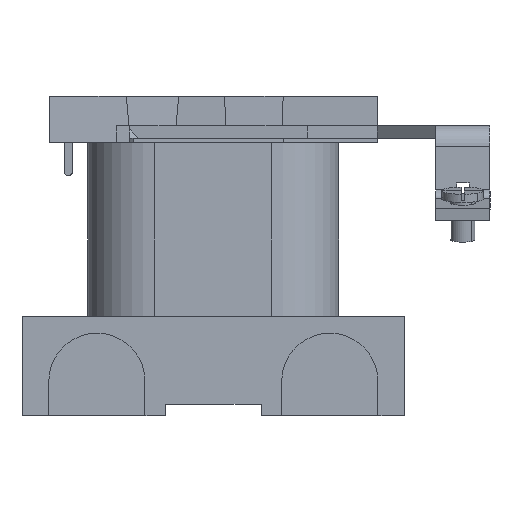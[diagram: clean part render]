
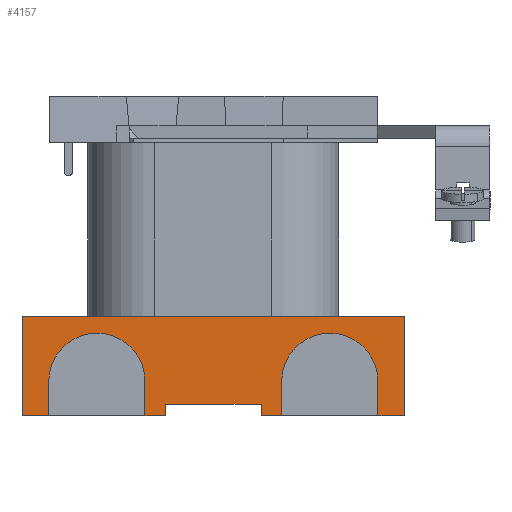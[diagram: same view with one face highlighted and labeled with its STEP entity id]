
A CAD part, front view. The second image highlights one B-rep face of the part: STEP entity #4157.
In plain terms, the highlighted planar face has unit normal (0, -1, 0).
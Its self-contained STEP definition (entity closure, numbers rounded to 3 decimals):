
#16 = VERTEX_POINT ( 'NONE', #819 ) ;
#55 = EDGE_CURVE ( 'NONE', #6037, #6256, #5232, .T. ) ;
#403 = DIRECTION ( 'NONE',  ( 0., 0., -1. ) ) ;
#442 = CARTESIAN_POINT ( 'NONE',  ( 21.065, -16.143, -22.694 ) ) ;
#463 = DIRECTION ( 'NONE',  ( -1., 0., 0. ) ) ;
#523 = CARTESIAN_POINT ( 'NONE',  ( -24.685, -16.143, -22.694 ) ) ;
#581 = CARTESIAN_POINT ( 'NONE',  ( -24.685, -16.143, -22.694 ) ) ;
#761 = LINE ( 'NONE', #15214, #7121 ) ;
#819 = CARTESIAN_POINT ( 'NONE',  ( -21.485, -16.143, -18.594 ) ) ;
#951 = ORIENTED_EDGE ( 'NONE', *, *, #11005, .T. ) ;
#1151 = EDGE_CURVE ( 'NONE', #7668, #1532, #14179, .T. ) ;
#1369 = ORIENTED_EDGE ( 'NONE', *, *, #4364, .F. ) ;
#1438 = EDGE_CURVE ( 'NONE', #9998, #16, #5747, .T. ) ;
#1467 = EDGE_CURVE ( 'NONE', #15968, #6256, #14373, .T. ) ;
#1497 = DIRECTION ( 'NONE',  ( 0., 0., 1. ) ) ;
#1532 = VERTEX_POINT ( 'NONE', #15561 ) ;
#1562 = DIRECTION ( 'NONE',  ( 0., 0., 1. ) ) ;
#1585 = EDGE_CURVE ( 'NONE', #4823, #8648, #8671, .T. ) ;
#1743 = CARTESIAN_POINT ( 'NONE',  ( 17.865, -16.143, -18.594 ) ) ;
#1852 = DIRECTION ( 'NONE',  ( 0., 0., -1. ) ) ;
#1890 = EDGE_LOOP ( 'NONE', ( #14819, #6564, #12963, #13890, #951, #4672, #12892, #1369, #13542, #5564, #8181, #14929, #15066, #11115, #2289, #6904 ) ) ;
#1906 = DIRECTION ( 'NONE',  ( -1., 0., 0. ) ) ;
#1960 = VECTOR ( 'NONE', #14157, 1000. ) ;
#2088 = VECTOR ( 'NONE', #1906, 1000. ) ;
#2106 = CARTESIAN_POINT ( 'NONE',  ( -7.535, -16.143, -22.694 ) ) ;
#2289 = ORIENTED_EDGE ( 'NONE', *, *, #1467, .T. ) ;
#2408 = DIRECTION ( 'NONE',  ( -1., 0., 0. ) ) ;
#2505 = EDGE_CURVE ( 'NONE', #8648, #6141, #8988, .T. ) ;
#2568 = DIRECTION ( 'NONE',  ( 0., 0., -1. ) ) ;
#2576 = DIRECTION ( 'NONE',  ( 0., 1., 0. ) ) ;
#2632 = CARTESIAN_POINT ( 'NONE',  ( -24.685, -16.143, -22.694 ) ) ;
#2663 = CARTESIAN_POINT ( 'NONE',  ( 6.365, -16.143, -22.694 ) ) ;
#3651 = CARTESIAN_POINT ( 'NONE',  ( -15.735, -16.143, -18.594 ) ) ;
#3833 = LINE ( 'NONE', #5247, #5049 ) ;
#4069 = CARTESIAN_POINT ( 'NONE',  ( -9.985, -16.143, -22.694 ) ) ;
#4148 = CARTESIAN_POINT ( 'NONE',  ( -21.485, -16.143, -22.694 ) ) ;
#4157 = ADVANCED_FACE ( 'NONE', ( #9823 ), #8869, .F. ) ;
#4326 = VERTEX_POINT ( 'NONE', #9448 ) ;
#4364 = EDGE_CURVE ( 'NONE', #4823, #9282, #10984, .T. ) ;
#4637 = DIRECTION ( 'NONE',  ( 0., 1., 0. ) ) ;
#4672 = ORIENTED_EDGE ( 'NONE', *, *, #8518, .T. ) ;
#4823 = VERTEX_POINT ( 'NONE', #442 ) ;
#4826 = VECTOR ( 'NONE', #15174, 1000. ) ;
#4957 = CARTESIAN_POINT ( 'NONE',  ( -24.685, -16.143, -22.694 ) ) ;
#5015 = CARTESIAN_POINT ( 'NONE',  ( 3.915, -16.143, -22.694 ) ) ;
#5049 = VECTOR ( 'NONE', #1852, 1000. ) ;
#5232 = LINE ( 'NONE', #8330, #15641 ) ;
#5247 = CARTESIAN_POINT ( 'NONE',  ( 3.915, -16.143, -22.694 ) ) ;
#5268 = EDGE_CURVE ( 'NONE', #16, #15968, #6372, .T. ) ;
#5344 = LINE ( 'NONE', #12860, #8495 ) ;
#5564 = ORIENTED_EDGE ( 'NONE', *, *, #2505, .T. ) ;
#5747 = LINE ( 'NONE', #12984, #1960 ) ;
#5757 = LINE ( 'NONE', #14076, #6153 ) ;
#5978 = CIRCLE ( 'NONE', #16057, 5.75 ) ;
#6037 = VERTEX_POINT ( 'NONE', #2106 ) ;
#6141 = VERTEX_POINT ( 'NONE', #8385 ) ;
#6143 = EDGE_CURVE ( 'NONE', #4326, #16342, #10672, .T. ) ;
#6153 = VECTOR ( 'NONE', #1497, 1000. ) ;
#6215 = CARTESIAN_POINT ( 'NONE',  ( -7.535, -16.143, -21.344 ) ) ;
#6245 = EDGE_CURVE ( 'NONE', #6037, #7668, #5757, .T. ) ;
#6256 = VERTEX_POINT ( 'NONE', #10323 ) ;
#6372 = CIRCLE ( 'NONE', #8313, 5.75 ) ;
#6564 = ORIENTED_EDGE ( 'NONE', *, *, #1151, .T. ) ;
#6601 = EDGE_CURVE ( 'NONE', #14290, #6141, #761, .T. ) ;
#6904 = ORIENTED_EDGE ( 'NONE', *, *, #55, .F. ) ;
#6953 = VECTOR ( 'NONE', #16338, 1000. ) ;
#7060 = CARTESIAN_POINT ( 'NONE',  ( 21.065, -16.143, -22.694 ) ) ;
#7121 = VECTOR ( 'NONE', #1562, 1000. ) ;
#7224 = DIRECTION ( 'NONE',  ( -1., 0., 0. ) ) ;
#7396 = DIRECTION ( 'NONE',  ( -1., 0., 0. ) ) ;
#7427 = DIRECTION ( 'NONE',  ( 0., 1., 0. ) ) ;
#7668 = VERTEX_POINT ( 'NONE', #6215 ) ;
#8181 = ORIENTED_EDGE ( 'NONE', *, *, #6601, .F. ) ;
#8313 = AXIS2_PLACEMENT_3D ( 'NONE', #3651, #7427, #11217 ) ;
#8330 = CARTESIAN_POINT ( 'NONE',  ( -24.685, -16.143, -22.694 ) ) ;
#8385 = CARTESIAN_POINT ( 'NONE',  ( -24.685, -16.143, -10.844 ) ) ;
#8495 = VECTOR ( 'NONE', #2568, 1000. ) ;
#8518 = EDGE_CURVE ( 'NONE', #9808, #14942, #5978, .T. ) ;
#8530 = CARTESIAN_POINT ( 'NONE',  ( 12.115, -16.143, -18.594 ) ) ;
#8647 = CARTESIAN_POINT ( 'NONE',  ( 21.065, -16.143, -10.844 ) ) ;
#8648 = VERTEX_POINT ( 'NONE', #8647 ) ;
#8671 = LINE ( 'NONE', #7060, #14945 ) ;
#8869 = PLANE ( 'NONE',  #13024 ) ;
#8874 = EDGE_CURVE ( 'NONE', #14942, #9282, #5344, .T. ) ;
#8988 = LINE ( 'NONE', #12121, #9188 ) ;
#9188 = VECTOR ( 'NONE', #7396, 1000. ) ;
#9282 = VERTEX_POINT ( 'NONE', #12692 ) ;
#9448 = CARTESIAN_POINT ( 'NONE',  ( 6.365, -16.143, -22.694 ) ) ;
#9808 = VERTEX_POINT ( 'NONE', #14991 ) ;
#9823 = FACE_OUTER_BOUND ( 'NONE', #1890, .T. ) ;
#9998 = VERTEX_POINT ( 'NONE', #4148 ) ;
#10323 = CARTESIAN_POINT ( 'NONE',  ( -9.985, -16.143, -22.694 ) ) ;
#10672 = LINE ( 'NONE', #11282, #6953 ) ;
#10984 = LINE ( 'NONE', #523, #2088 ) ;
#11005 = EDGE_CURVE ( 'NONE', #4326, #9808, #16039, .T. ) ;
#11068 = VECTOR ( 'NONE', #403, 1000. ) ;
#11115 = ORIENTED_EDGE ( 'NONE', *, *, #5268, .T. ) ;
#11217 = DIRECTION ( 'NONE',  ( 1., 0., 0. ) ) ;
#11282 = CARTESIAN_POINT ( 'NONE',  ( -24.685, -16.143, -22.694 ) ) ;
#12081 = DIRECTION ( 'NONE',  ( -1., 0., 0. ) ) ;
#12121 = CARTESIAN_POINT ( 'NONE',  ( -24.685, -16.143, -10.844 ) ) ;
#12494 = DIRECTION ( 'NONE',  ( 1., 0., 0. ) ) ;
#12548 = CARTESIAN_POINT ( 'NONE',  ( -7.535, -16.143, -21.344 ) ) ;
#12692 = CARTESIAN_POINT ( 'NONE',  ( 17.865, -16.143, -22.694 ) ) ;
#12693 = LINE ( 'NONE', #581, #15254 ) ;
#12860 = CARTESIAN_POINT ( 'NONE',  ( 17.865, -16.143, -22.694 ) ) ;
#12892 = ORIENTED_EDGE ( 'NONE', *, *, #8874, .T. ) ;
#12963 = ORIENTED_EDGE ( 'NONE', *, *, #15917, .T. ) ;
#12984 = CARTESIAN_POINT ( 'NONE',  ( -21.485, -16.143, -22.694 ) ) ;
#13024 = AXIS2_PLACEMENT_3D ( 'NONE', #2632, #2576, #2408 ) ;
#13087 = CARTESIAN_POINT ( 'NONE',  ( -9.985, -16.143, -18.594 ) ) ;
#13542 = ORIENTED_EDGE ( 'NONE', *, *, #1585, .T. ) ;
#13890 = ORIENTED_EDGE ( 'NONE', *, *, #6143, .F. ) ;
#14076 = CARTESIAN_POINT ( 'NONE',  ( -7.535, -16.143, -22.694 ) ) ;
#14157 = DIRECTION ( 'NONE',  ( 0., 0., 1. ) ) ;
#14179 = LINE ( 'NONE', #12548, #14793 ) ;
#14290 = VERTEX_POINT ( 'NONE', #4957 ) ;
#14373 = LINE ( 'NONE', #4069, #11068 ) ;
#14793 = VECTOR ( 'NONE', #12494, 1000. ) ;
#14819 = ORIENTED_EDGE ( 'NONE', *, *, #6245, .T. ) ;
#14929 = ORIENTED_EDGE ( 'NONE', *, *, #16015, .F. ) ;
#14942 = VERTEX_POINT ( 'NONE', #1743 ) ;
#14945 = VECTOR ( 'NONE', #15673, 1000. ) ;
#14991 = CARTESIAN_POINT ( 'NONE',  ( 6.365, -16.143, -18.594 ) ) ;
#15066 = ORIENTED_EDGE ( 'NONE', *, *, #1438, .T. ) ;
#15174 = DIRECTION ( 'NONE',  ( 0., 0., 1. ) ) ;
#15214 = CARTESIAN_POINT ( 'NONE',  ( -24.685, -16.143, -22.694 ) ) ;
#15254 = VECTOR ( 'NONE', #463, 1000. ) ;
#15561 = CARTESIAN_POINT ( 'NONE',  ( 3.915, -16.143, -21.344 ) ) ;
#15641 = VECTOR ( 'NONE', #12081, 1000. ) ;
#15673 = DIRECTION ( 'NONE',  ( 0., 0., 1. ) ) ;
#15917 = EDGE_CURVE ( 'NONE', #1532, #16342, #3833, .T. ) ;
#15968 = VERTEX_POINT ( 'NONE', #13087 ) ;
#16015 = EDGE_CURVE ( 'NONE', #9998, #14290, #12693, .T. ) ;
#16039 = LINE ( 'NONE', #2663, #4826 ) ;
#16057 = AXIS2_PLACEMENT_3D ( 'NONE', #8530, #4637, #7224 ) ;
#16338 = DIRECTION ( 'NONE',  ( -1., 0., 0. ) ) ;
#16342 = VERTEX_POINT ( 'NONE', #5015 ) ;
